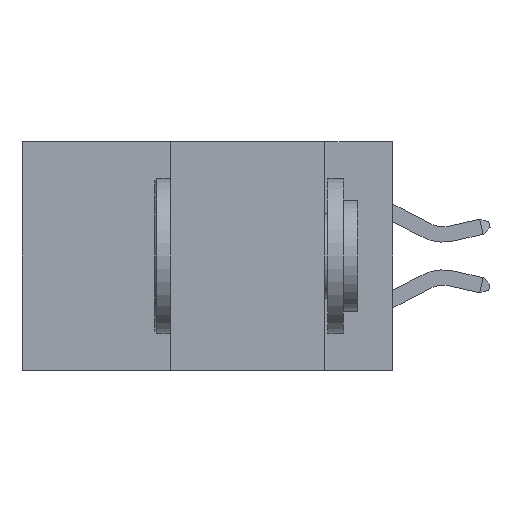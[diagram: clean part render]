
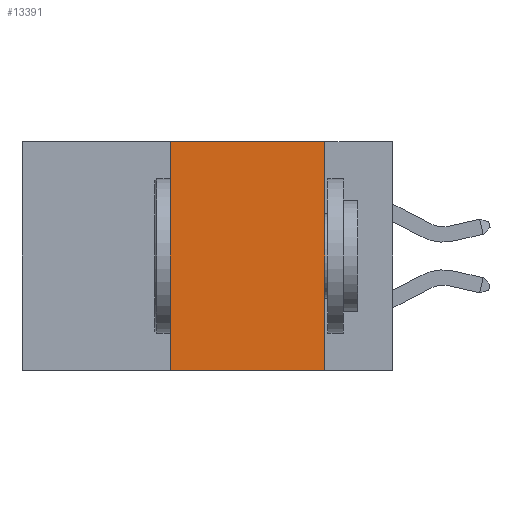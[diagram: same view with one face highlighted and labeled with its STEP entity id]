
A CAD part, left-side view. The second image highlights one B-rep face of the part: STEP entity #13391.
In plain terms, the highlighted planar face has unit normal (-1, 0, 0).
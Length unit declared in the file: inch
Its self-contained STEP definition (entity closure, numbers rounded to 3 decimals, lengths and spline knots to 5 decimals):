
#36 = AXIS2_PLACEMENT_3D ( 'NONE', #23756, #21913, #10187 ) ;
#2264 = LINE ( 'NONE', #13426, #12399 ) ;
#3556 = EDGE_CURVE ( 'NONE', #13187, #12582, #23158, .T. ) ;
#6747 = FACE_OUTER_BOUND ( 'NONE', #10216, .T. ) ;
#7384 = VERTEX_POINT ( 'NONE', #15892 ) ;
#8199 = PLANE ( 'NONE',  #36 ) ;
#9627 = DIRECTION ( 'NONE',  ( 0., 0., -1. ) ) ;
#9851 = LINE ( 'NONE', #19450, #24771 ) ;
#10187 = DIRECTION ( 'NONE',  ( 0., 0., -1. ) ) ;
#10216 = EDGE_LOOP ( 'NONE', ( #21373, #12280, #22586, #23179 ) ) ;
#11175 = CARTESIAN_POINT ( 'NONE',  ( 0., 0.11, -0.37 ) ) ;
#11210 = LINE ( 'NONE', #24033, #20966 ) ;
#11667 = EDGE_CURVE ( 'NONE', #7384, #11755, #9851, .T. ) ;
#11755 = VERTEX_POINT ( 'NONE', #11175 ) ;
#12280 = ORIENTED_EDGE ( 'NONE', *, *, #23482, .F. ) ;
#12399 = VECTOR ( 'NONE', #24828, 39.37008 ) ;
#12582 = VERTEX_POINT ( 'NONE', #13893 ) ;
#12924 = DIRECTION ( 'NONE',  ( 0., -1., 0. ) ) ;
#13187 = VERTEX_POINT ( 'NONE', #13519 ) ;
#13391 = ADVANCED_FACE ( 'NONE', ( #6747 ), #8199, .F. ) ;
#13426 = CARTESIAN_POINT ( 'NONE',  ( 0., 0.6, 0. ) ) ;
#13519 = CARTESIAN_POINT ( 'NONE',  ( 0., 0.36, -0.37 ) ) ;
#13893 = CARTESIAN_POINT ( 'NONE',  ( 0., 0.36, 0. ) ) ;
#15892 = CARTESIAN_POINT ( 'NONE',  ( 0., 0.11, 0. ) ) ;
#19450 = CARTESIAN_POINT ( 'NONE',  ( 0., 0.11, 0. ) ) ;
#20966 = VECTOR ( 'NONE', #12924, 39.37008 ) ;
#21028 = DIRECTION ( 'NONE',  ( 0., 0., 1. ) ) ;
#21049 = CARTESIAN_POINT ( 'NONE',  ( 0., 0.36, 0. ) ) ;
#21272 = EDGE_CURVE ( 'NONE', #13187, #11755, #11210, .T. ) ;
#21373 = ORIENTED_EDGE ( 'NONE', *, *, #11667, .F. ) ;
#21913 = DIRECTION ( 'NONE',  ( 1., 0., 0. ) ) ;
#22560 = VECTOR ( 'NONE', #21028, 39.37008 ) ;
#22586 = ORIENTED_EDGE ( 'NONE', *, *, #3556, .F. ) ;
#23158 = LINE ( 'NONE', #21049, #22560 ) ;
#23179 = ORIENTED_EDGE ( 'NONE', *, *, #21272, .T. ) ;
#23482 = EDGE_CURVE ( 'NONE', #12582, #7384, #2264, .T. ) ;
#23756 = CARTESIAN_POINT ( 'NONE',  ( 0., 0.6, 0. ) ) ;
#24033 = CARTESIAN_POINT ( 'NONE',  ( 0., 0.6, -0.37 ) ) ;
#24771 = VECTOR ( 'NONE', #9627, 39.37008 ) ;
#24828 = DIRECTION ( 'NONE',  ( 0., -1., 0. ) ) ;
